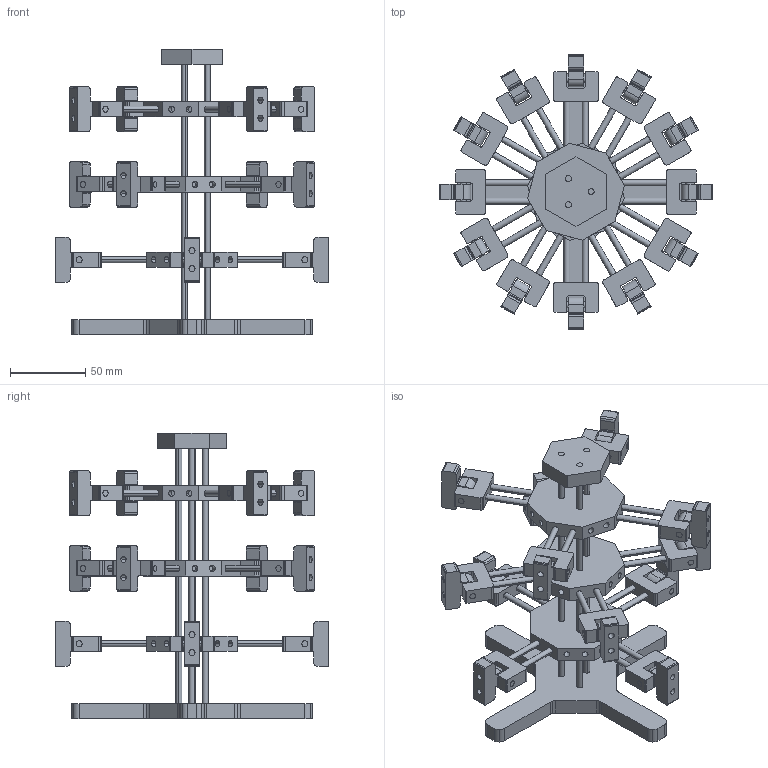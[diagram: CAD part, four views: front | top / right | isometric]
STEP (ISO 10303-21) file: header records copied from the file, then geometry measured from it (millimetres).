
FILE_DESCRIPTION(('STEP AP214'),'1');
FILE_NAME('PaperLaumio.stp','2017-04-09T20:33:25',(' '),(' '),'Spatial InterOp 3D',' ',' ');
FILE_SCHEMA(('automotive_design'));
Length unit declared in the file: millimetre
Products named in the file (61): PaperLaumio; Baguette verticale; Base; Niveau; Plateforme; Baguette horizontale; Orienteur LED; Moyeu; Axe; SupportLED; Toit
Assembly tree (83 placements, depth 4):
  PaperLaumio
    Baguette verticale  x3
    Base
    Niveau
      Plateforme
      Baguette horizontale  x8
      Orienteur LED
        Moyeu
        Axe
        SupportLED
      Orienteur LED
        Moyeu
        Axe
        SupportLED
      Orienteur LED
        Moyeu
        Axe
        SupportLED
      Orienteur LED
        Moyeu
        Axe
        SupportLED
    Niveau
      Plateforme
      Baguette horizontale  x8
      Orienteur LED
        Moyeu
        Axe
        SupportLED
      Orienteur LED
        Moyeu
        Axe
        SupportLED
      Orienteur LED
        Moyeu
        Axe
        SupportLED
      Orienteur LED
        Moyeu
        Axe
        SupportLED
    Niveau
      Plateforme
      Baguette horizontale  x8
      Orienteur LED
        Moyeu
        Axe
        SupportLED
      Orienteur LED
        Moyeu
        Axe
        SupportLED
      Orienteur LED
        Moyeu
        Axe
        SupportLED
      Orienteur LED
        Moyeu
        Axe
        SupportLED
Bounding box: 182 x 182 x 190 mm (x, y, z)
Volume: 275877.4 mm3; surface area: 128855.2 mm2
Topology: 68 solids, 68 shells, 1222 faces, 2994 edges, 2004 vertices
Faces by surface type: cylinder 764, plane 458
Entity records: 9929 total; most frequent: DIRECTION 1423, CARTESIAN_POINT 1201, ORIENTED_EDGE 1066, AXIS2_PLACEMENT_3D 578, EDGE_CURVE 533, VERTEX_POINT 356, LINE 267, VECTOR 267
